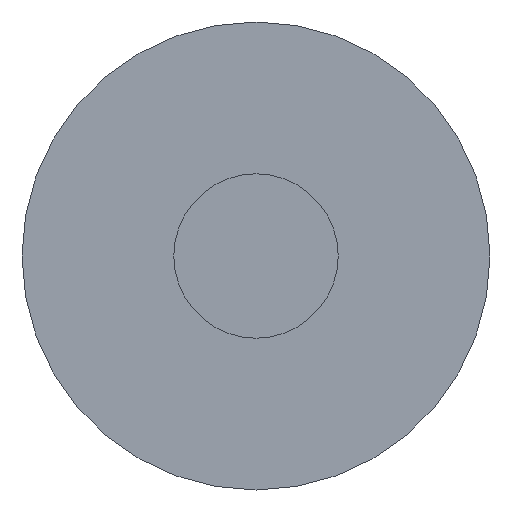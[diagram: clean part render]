
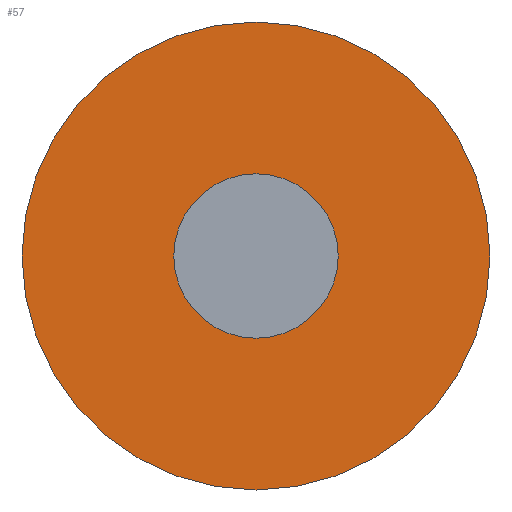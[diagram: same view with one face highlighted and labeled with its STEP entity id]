
A CAD part, front view. The second image highlights one B-rep face of the part: STEP entity #57.
In plain terms, the highlighted planar face has unit normal (0, -1, 0).
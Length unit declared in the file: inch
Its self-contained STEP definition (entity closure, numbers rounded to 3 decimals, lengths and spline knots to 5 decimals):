
#15=PLANE($,#68);
#17=FACE_BOUND($,#28,.T.);
#18=FACE_BOUND($,#29,.T.);
#28=EDGE_LOOP($,(#48));
#29=EDGE_LOOP($,(#49));
#33=CIRCLE($,#64,0.0306);
#35=CIRCLE($,#69,0.08712);
#37=VERTEX_POINT($,#95);
#39=VERTEX_POINT($,#102);
#41=EDGE_CURVE($,#37,#37,#33,.T.);
#43=EDGE_CURVE($,#39,#39,#35,.T.);
#48=ORIENTED_EDGE($,*,*,#41,.T.);
#49=ORIENTED_EDGE($,*,*,#43,.F.);
#57=ADVANCED_FACE($,(#17,#18),#15,.T.);
#64=AXIS2_PLACEMENT_3D($,#96,#77,#78);
#68=AXIS2_PLACEMENT_3D($,#101,#85,#86);
#69=AXIS2_PLACEMENT_3D($,#103,#87,#88);
#77=DIRECTION('center_axis',(0.,1.,0.));
#78=DIRECTION('ref_axis',(-1.,0.,0.));
#85=DIRECTION('center_axis',(0.,-1.,0.));
#86=DIRECTION('ref_axis',(0.,0.,-1.));
#87=DIRECTION('center_axis',(0.,1.,0.));
#88=DIRECTION('ref_axis',(-1.,0.,0.));
#95=CARTESIAN_POINT('',(0.69457,0.85081,0.));
#96=CARTESIAN_POINT('Origin',(0.66396,0.85081,0.));
#101=CARTESIAN_POINT('Origin',(0.62041,0.85081,0.));
#102=CARTESIAN_POINT('',(0.57685,0.85081,0.));
#103=CARTESIAN_POINT('Origin',(0.66396,0.85081,0.));
